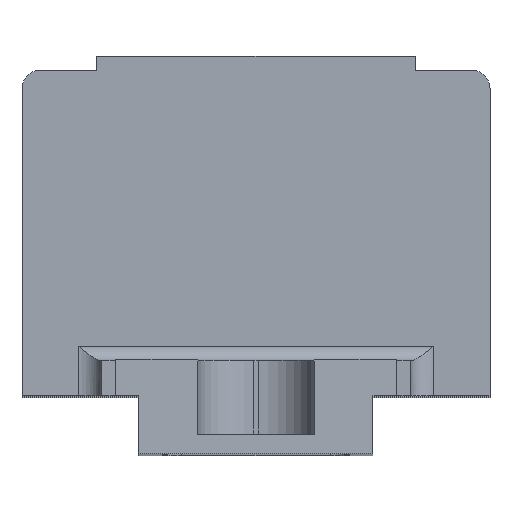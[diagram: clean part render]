
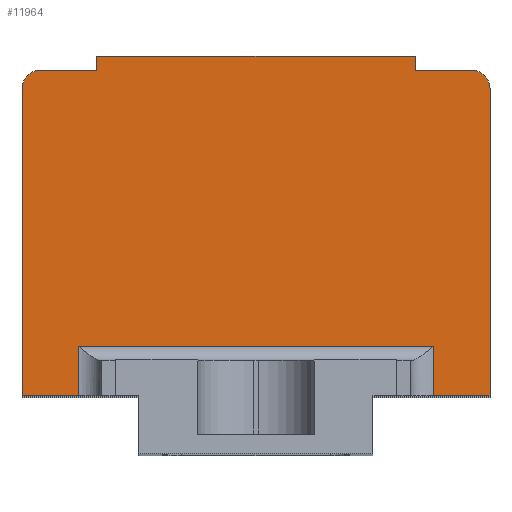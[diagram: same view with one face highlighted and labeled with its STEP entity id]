
A CAD part, top view. The second image highlights one B-rep face of the part: STEP entity #11964.
In plain terms, the highlighted planar face has unit normal (0, 0, 1).
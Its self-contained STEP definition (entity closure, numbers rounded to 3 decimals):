
#1661=DIRECTION('',(0.,1.,0.));
#1662=VECTOR('',#1661,5.3);
#1663=CARTESIAN_POINT('',(19.,6.2,133.1));
#1664=LINE('',#1663,#1662);
#1679=DIRECTION('',(0.,-1.,0.));
#1680=VECTOR('',#1679,32.8);
#1681=CARTESIAN_POINT('',(25.,39.,133.1));
#1682=LINE('',#1681,#1680);
#1683=DIRECTION('',(-1.,0.,0.));
#1684=VECTOR('',#1683,6.);
#1685=CARTESIAN_POINT('',(25.,6.2,133.1));
#1686=LINE('',#1685,#1684);
#1687=DIRECTION('',(-1.,0.,0.));
#1688=VECTOR('',#1687,6.);
#1689=CARTESIAN_POINT('',(-19.,6.2,133.1));
#1690=LINE('',#1689,#1688);
#1691=DIRECTION('',(0.,1.,0.));
#1692=VECTOR('',#1691,32.8);
#1693=CARTESIAN_POINT('',(-25.,6.2,133.1));
#1694=LINE('',#1693,#1692);
#1695=DIRECTION('',(1.,0.,0.));
#1696=VECTOR('',#1695,6.);
#1697=CARTESIAN_POINT('',(-23.,41.,133.1));
#1698=LINE('',#1697,#1696);
#1699=DIRECTION('',(0.,1.,0.));
#1700=VECTOR('',#1699,1.5);
#1701=CARTESIAN_POINT('',(-17.,41.,133.1));
#1702=LINE('',#1701,#1700);
#1703=DIRECTION('',(1.,0.,0.));
#1704=VECTOR('',#1703,34.);
#1705=CARTESIAN_POINT('',(-17.,42.5,133.1));
#1706=LINE('',#1705,#1704);
#1707=DIRECTION('',(0.,-1.,0.));
#1708=VECTOR('',#1707,1.5);
#1709=CARTESIAN_POINT('',(17.,42.5,133.1));
#1710=LINE('',#1709,#1708);
#1711=DIRECTION('',(1.,0.,0.));
#1712=VECTOR('',#1711,6.);
#1713=CARTESIAN_POINT('',(17.,41.,133.1));
#1714=LINE('',#1713,#1712);
#1719=CARTESIAN_POINT('',(23.,39.,133.1));
#1720=DIRECTION('',(0.,0.,1.));
#1721=DIRECTION('',(1.,0.,0.));
#1722=AXIS2_PLACEMENT_3D('',#1719,#1720,#1721);
#4989=CARTESIAN_POINT('',(-23.,39.,133.1));
#4990=DIRECTION('',(0.,0.,1.));
#4991=DIRECTION('',(0.,1.,0.));
#4992=AXIS2_PLACEMENT_3D('',#4989,#4990,#4991);
#5123=DIRECTION('',(0.,1.,0.));
#5124=VECTOR('',#5123,5.3);
#5125=CARTESIAN_POINT('',(-19.,6.2,133.1));
#5126=LINE('',#5125,#5124);
#5162=DIRECTION('',(1.,0.,0.));
#5163=VECTOR('',#5162,38.);
#5164=CARTESIAN_POINT('',(-19.,11.5,133.1));
#5165=LINE('',#5164,#5163);
#8413=CARTESIAN_POINT('',(-17.,42.5,133.1));
#8414=CARTESIAN_POINT('',(17.,42.5,133.1));
#8415=VERTEX_POINT('',#8413);
#8416=VERTEX_POINT('',#8414);
#8421=CARTESIAN_POINT('',(25.,6.2,133.1));
#8423=VERTEX_POINT('',#8421);
#8425=CARTESIAN_POINT('',(-25.,6.2,133.1));
#8427=VERTEX_POINT('',#8425);
#8625=CARTESIAN_POINT('',(19.,6.2,133.1));
#8626=VERTEX_POINT('',#8625);
#8631=CARTESIAN_POINT('',(-19.,6.2,133.1));
#8632=VERTEX_POINT('',#8631);
#8637=CARTESIAN_POINT('',(-19.,11.5,133.1));
#8638=CARTESIAN_POINT('',(19.,11.5,133.1));
#8639=VERTEX_POINT('',#8637);
#8640=VERTEX_POINT('',#8638);
#8725=CARTESIAN_POINT('',(-17.,41.,133.1));
#8726=VERTEX_POINT('',#8725);
#8727=CARTESIAN_POINT('',(17.,41.,133.1));
#8728=VERTEX_POINT('',#8727);
#8734=CARTESIAN_POINT('',(25.,39.,133.1));
#8736=VERTEX_POINT('',#8734);
#8737=CARTESIAN_POINT('',(23.,41.,133.1));
#8738=VERTEX_POINT('',#8737);
#8742=CARTESIAN_POINT('',(-23.,41.,133.1));
#8744=VERTEX_POINT('',#8742);
#8745=CARTESIAN_POINT('',(-25.,39.,133.1));
#8746=VERTEX_POINT('',#8745);
#11930=CARTESIAN_POINT('',(0.,0.,133.1));
#11931=DIRECTION('',(0.,0.,-1.));
#11932=DIRECTION('',(-1.,0.,0.));
#11933=AXIS2_PLACEMENT_3D('',#11930,#11931,#11932);
#11934=PLANE('',#11933);
#11936=ORIENTED_EDGE('',*,*,#11935,.F.);
#11938=ORIENTED_EDGE('',*,*,#11937,.T.);
#11940=ORIENTED_EDGE('',*,*,#11939,.T.);
#11941=ORIENTED_EDGE('',*,*,#11919,.T.);
#11943=ORIENTED_EDGE('',*,*,#11942,.F.);
#11945=ORIENTED_EDGE('',*,*,#11944,.F.);
#11947=ORIENTED_EDGE('',*,*,#11946,.T.);
#11949=ORIENTED_EDGE('',*,*,#11948,.T.);
#11951=ORIENTED_EDGE('',*,*,#11950,.F.);
#11953=ORIENTED_EDGE('',*,*,#11952,.T.);
#11955=ORIENTED_EDGE('',*,*,#11954,.T.);
#11957=ORIENTED_EDGE('',*,*,#11956,.T.);
#11959=ORIENTED_EDGE('',*,*,#11958,.T.);
#11961=ORIENTED_EDGE('',*,*,#11960,.T.);
#11962=EDGE_LOOP('',(#11936,#11938,#11940,#11941,#11943,#11945,#11947,#11949,
#11951,#11953,#11955,#11957,#11959,#11961));
#11963=FACE_OUTER_BOUND('',#11962,.F.);
#11964=ADVANCED_FACE('',(#11963),#11934,.F.);
#1723=CIRCLE('',#1722,2.);
#4993=CIRCLE('',#4992,2.);
#11919=EDGE_CURVE('',#8626,#8640,#1664,.T.);
#11935=EDGE_CURVE('',#8736,#8738,#1723,.T.);
#11937=EDGE_CURVE('',#8736,#8423,#1682,.T.);
#11939=EDGE_CURVE('',#8423,#8626,#1686,.T.);
#11942=EDGE_CURVE('',#8639,#8640,#5165,.T.);
#11944=EDGE_CURVE('',#8632,#8639,#5126,.T.);
#11946=EDGE_CURVE('',#8632,#8427,#1690,.T.);
#11948=EDGE_CURVE('',#8427,#8746,#1694,.T.);
#11950=EDGE_CURVE('',#8744,#8746,#4993,.T.);
#11952=EDGE_CURVE('',#8744,#8726,#1698,.T.);
#11954=EDGE_CURVE('',#8726,#8415,#1702,.T.);
#11956=EDGE_CURVE('',#8415,#8416,#1706,.T.);
#11958=EDGE_CURVE('',#8416,#8728,#1710,.T.);
#11960=EDGE_CURVE('',#8728,#8738,#1714,.T.);
